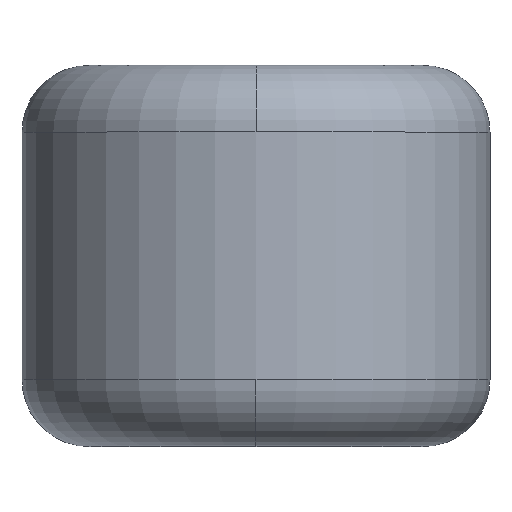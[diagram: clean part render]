
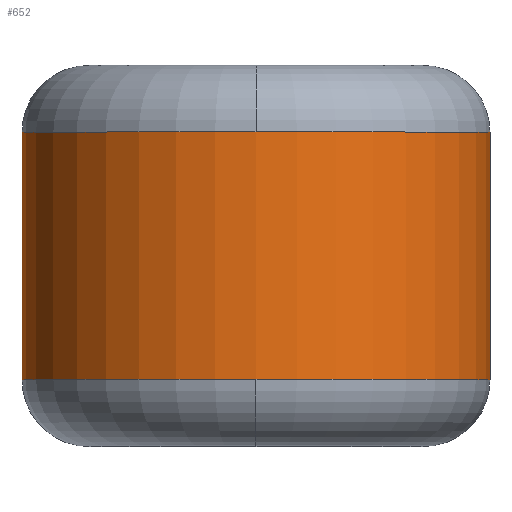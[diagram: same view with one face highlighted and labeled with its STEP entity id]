
A CAD part, top view. The second image highlights one B-rep face of the part: STEP entity #652.
In plain terms, the highlighted cylindrical face has radius 3.5 mm (diameter 7 mm), a partial arc.
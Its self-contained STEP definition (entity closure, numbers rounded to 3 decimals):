
#548=CARTESIAN_POINT('',(0.,-1.85,9.0));
#549=VERTEX_POINT('',#548);
#584=CARTESIAN_POINT('',(3.5,-1.85,5.5));
#585=VERTEX_POINT('',#584);
#593=CARTESIAN_POINT('',(0.,-1.85,5.5));
#594=DIRECTION('',(0.0,-1.0,0.0));
#595=DIRECTION('',(-1.0,0.0,0.0));
#596=AXIS2_PLACEMENT_3D('',#593,#594,#595);
#597=CIRCLE('',#596,3.5);
#598=EDGE_CURVE('',#585,#549,#597,.T.);
#603=CARTESIAN_POINT('',(0.,2.85,5.5));
#604=DIRECTION('',(0.0,-1.0,0.0));
#605=DIRECTION('',(1.0,0.0,0.0));
#606=AXIS2_PLACEMENT_3D('',#603,#604,#605);
#607=CYLINDRICAL_SURFACE('',#606,3.5);
#608=CARTESIAN_POINT('',(3.5,1.85,5.5));
#609=VERTEX_POINT('',#608);
#610=CARTESIAN_POINT('',(3.5,1.85,5.5));
#611=DIRECTION('',(0.0,-1.0,0.0));
#612=VECTOR('',#611,3.7);
#613=LINE('',#610,#612);
#614=EDGE_CURVE('',#609,#585,#613,.T.);
#615=ORIENTED_EDGE('',*,*,#614,.F.);
#616=CARTESIAN_POINT('',(0.,1.85,9.0));
#617=VERTEX_POINT('',#616);
#618=CARTESIAN_POINT('',(0.,1.85,5.5));
#619=DIRECTION('',(0.0,1.0,0.0));
#620=DIRECTION('',(-1.0,0.0,0.0));
#621=AXIS2_PLACEMENT_3D('',#618,#619,#620);
#622=CIRCLE('',#621,3.5);
#623=EDGE_CURVE('',#617,#609,#622,.T.);
#624=ORIENTED_EDGE('',*,*,#623,.F.);
#625=CARTESIAN_POINT('',(-3.5,1.85,5.5));
#626=VERTEX_POINT('',#625);
#627=CARTESIAN_POINT('',(0.,1.85,5.5));
#628=DIRECTION('',(0.0,1.0,0.0));
#629=DIRECTION('',(-1.0,0.0,0.0));
#630=AXIS2_PLACEMENT_3D('',#627,#628,#629);
#631=CIRCLE('',#630,3.5);
#632=EDGE_CURVE('',#626,#617,#631,.T.);
#633=ORIENTED_EDGE('',*,*,#632,.F.);
#634=CARTESIAN_POINT('',(-3.5,-1.85,5.5));
#635=VERTEX_POINT('',#634);
#636=CARTESIAN_POINT('',(-3.5,-1.85,5.5));
#637=DIRECTION('',(0.0,1.0,0.0));
#638=VECTOR('',#637,3.7);
#639=LINE('',#636,#638);
#640=EDGE_CURVE('',#635,#626,#639,.T.);
#641=ORIENTED_EDGE('',*,*,#640,.F.);
#642=CARTESIAN_POINT('',(0.,-1.85,5.5));
#643=DIRECTION('',(0.0,-1.0,0.0));
#644=DIRECTION('',(-1.0,0.0,0.0));
#645=AXIS2_PLACEMENT_3D('',#642,#643,#644);
#646=CIRCLE('',#645,3.5);
#647=EDGE_CURVE('',#549,#635,#646,.T.);
#648=ORIENTED_EDGE('',*,*,#647,.F.);
#649=ORIENTED_EDGE('',*,*,#598,.F.);
#650=EDGE_LOOP('',(#615,#624,#633,#641,#648,#649));
#651=FACE_OUTER_BOUND('',#650,.T.);
#652=ADVANCED_FACE('',(#651),#607,.T.);
